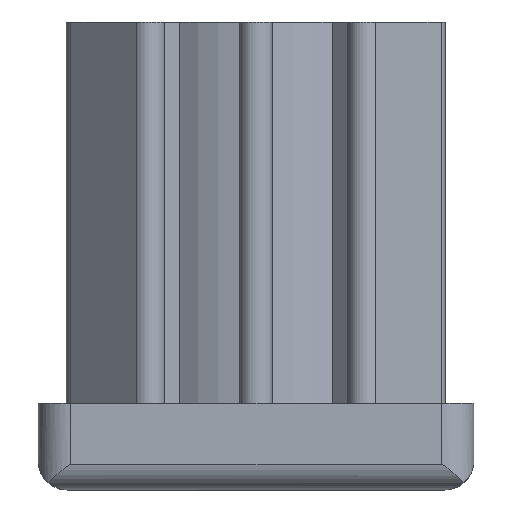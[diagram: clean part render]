
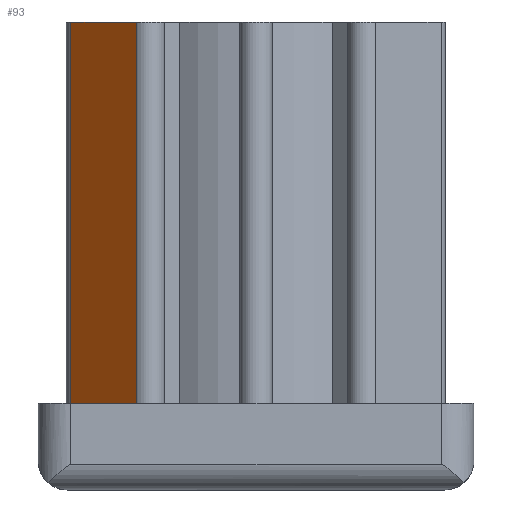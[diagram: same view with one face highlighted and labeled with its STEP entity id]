
A CAD part, left-side view. The second image highlights one B-rep face of the part: STEP entity #93.
In plain terms, the highlighted planar face has unit normal (-0.707, 0.707, 0).
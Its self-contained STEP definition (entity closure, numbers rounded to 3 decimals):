
#93 = ADVANCED_FACE( '', ( #245 ), #246, .F. );
#245 = FACE_OUTER_BOUND( '', #460, .T. );
#246 = PLANE( '', #461 );
#460 = EDGE_LOOP( '', ( #674, #675, #676, #677 ) );
#461 = AXIS2_PLACEMENT_3D( '', #678, #679, #680 );
#674 = ORIENTED_EDGE( '', *, *, #1309, .T. );
#675 = ORIENTED_EDGE( '', *, *, #1310, .T. );
#676 = ORIENTED_EDGE( '', *, *, #1311, .F. );
#677 = ORIENTED_EDGE( '', *, *, #1312, .F. );
#678 = CARTESIAN_POINT( '', ( -11., 17., 43. ) );
#679 = DIRECTION( '', ( 0.707, -0.707, 0. ) );
#680 = DIRECTION( '', ( 0.707, 0.707, 0. ) );
#1309 = EDGE_CURVE( '', #1565, #1566, #1567, .T. );
#1310 = EDGE_CURVE( '', #1566, #1568, #1569, .T. );
#1311 = EDGE_CURVE( '', #1570, #1568, #1571, .T. );
#1312 = EDGE_CURVE( '', #1565, #1570, #1572, .T. );
#1565 = VERTEX_POINT( '', #1946 );
#1566 = VERTEX_POINT( '', #1947 );
#1567 = LINE( '', #1948, #1949 );
#1568 = VERTEX_POINT( '', #1950 );
#1569 = LINE( '', #1951, #1952 );
#1570 = VERTEX_POINT( '', #1953 );
#1571 = LINE( '', #1954, #1955 );
#1572 = LINE( '', #1956, #1957 );
#1946 = CARTESIAN_POINT( '', ( -11., 17., 43. ) );
#1947 = CARTESIAN_POINT( '', ( -11., 17., 8. ) );
#1948 = CARTESIAN_POINT( '', ( -11., 17., 43. ) );
#1949 = VECTOR( '', #2583, 1000. );
#1950 = CARTESIAN_POINT( '', ( -17., 11., 8. ) );
#1951 = CARTESIAN_POINT( '', ( -11., 17., 8. ) );
#1952 = VECTOR( '', #2584, 1000. );
#1953 = CARTESIAN_POINT( '', ( -17., 11., 43. ) );
#1954 = CARTESIAN_POINT( '', ( -17., 11., 43. ) );
#1955 = VECTOR( '', #2585, 1000. );
#1956 = CARTESIAN_POINT( '', ( -11., 17., 43. ) );
#1957 = VECTOR( '', #2586, 1000. );
#2583 = DIRECTION( '', ( 0., 0., -1. ) );
#2584 = DIRECTION( '', ( -0.707, -0.707, 0. ) );
#2585 = DIRECTION( '', ( 0., 0., -1. ) );
#2586 = DIRECTION( '', ( -0.707, -0.707, 0. ) );
